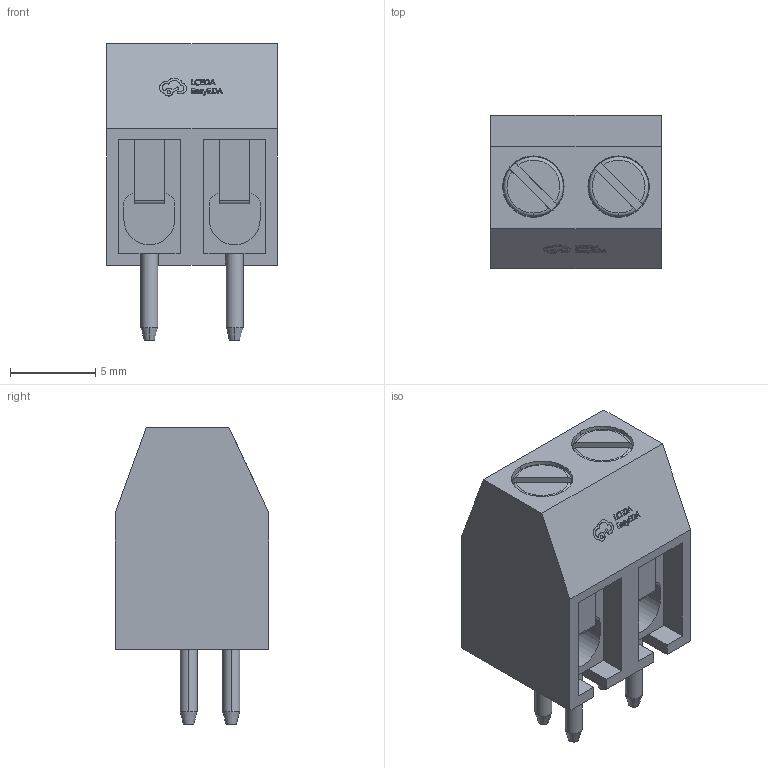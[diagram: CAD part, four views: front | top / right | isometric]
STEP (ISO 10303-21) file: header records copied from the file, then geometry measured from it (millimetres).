
FILE_DESCRIPTION (( 'STEP AP214' ), '1' );
FILE_NAME ('CONN-TH_978-Y-02.STEP', '2024-03-31T04:51:06', ( 'User' ), ( 'China' ), 'SwSTEP 2.0', 'SolidWorks 2020', '' );
FILE_SCHEMA (( 'AUTOMOTIVE_DESIGN' ));
Length unit declared in the file: millimetre
Products named in the file (1): CONN-TH_978-Y-02
Bounding box: 10 x 9 x 17.4 mm (x, y, z)
Volume: 949.6 mm3; surface area: 991.4 mm2
Topology: 1 solids, 1 shells, 328 faces, 889 edges, 588 vertices
Faces by surface type: plane 188, bspline 98, cylinder 28, cone 8, torus 6
Entity records: 14455 total; most frequent: CARTESIAN_POINT 3152, ORIENTED_EDGE 1778, DIRECTION 1231, EDGE_CURVE 889, LINE 593, VECTOR 593, VERTEX_POINT 588, EDGE_LOOP 357
